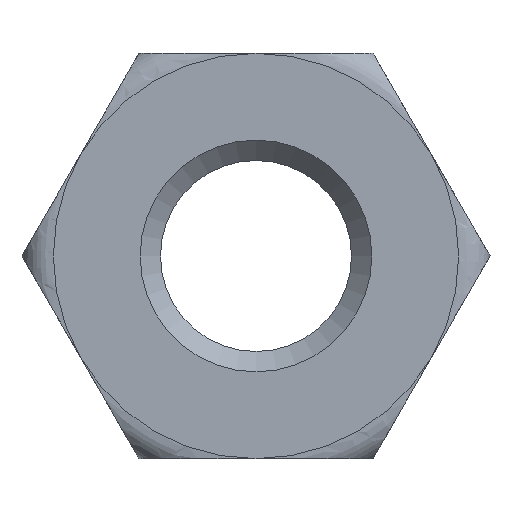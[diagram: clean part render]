
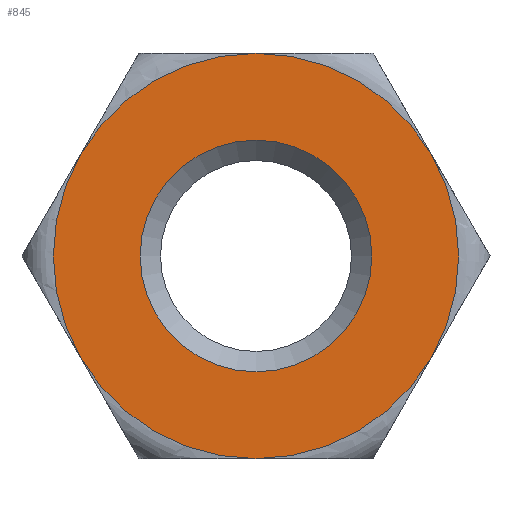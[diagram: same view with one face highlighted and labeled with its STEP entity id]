
A CAD part, front view. The second image highlights one B-rep face of the part: STEP entity #845.
In plain terms, the highlighted planar face has unit normal (0, -1, 0).
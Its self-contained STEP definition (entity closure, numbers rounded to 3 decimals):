
#12 = VERTEX_POINT ( 'NONE', #116 ) ;
#22 = CARTESIAN_POINT ( 'NONE',  ( 0., -1.6, 0. ) ) ;
#24 = AXIS2_PLACEMENT_3D ( 'NONE', #22, #734, #395 ) ;
#25 = ORIENTED_EDGE ( 'NONE', *, *, #68, .F. ) ;
#47 = PLANE ( 'NONE',  #143 ) ;
#51 = CARTESIAN_POINT ( 'NONE',  ( -3.031, -1.6, 1.75 ) ) ;
#68 = EDGE_CURVE ( 'NONE', #822, #649, #92, .T. ) ;
#71 = CIRCLE ( 'NONE', #520, 3.5 ) ;
#82 = ORIENTED_EDGE ( 'NONE', *, *, #435, .F. ) ;
#83 = AXIS2_PLACEMENT_3D ( 'NONE', #447, #777, #480 ) ;
#92 = CIRCLE ( 'NONE', #799, 3.5 ) ;
#103 = DIRECTION ( 'NONE',  ( 0., 1., 0. ) ) ;
#116 = CARTESIAN_POINT ( 'NONE',  ( -3.031, -1.6, -1.75 ) ) ;
#125 = DIRECTION ( 'NONE',  ( 1., 0., 0. ) ) ;
#143 = AXIS2_PLACEMENT_3D ( 'NONE', #819, #471, #425 ) ;
#151 = CIRCLE ( 'NONE', #884, 3.5 ) ;
#182 = CARTESIAN_POINT ( 'NONE',  ( 0., -1.6, 3.5 ) ) ;
#196 = CARTESIAN_POINT ( 'NONE',  ( 0., -1.6, 0. ) ) ;
#198 = EDGE_CURVE ( 'NONE', #486, #301, #151, .T. ) ;
#236 = CIRCLE ( 'NONE', #687, 3.5 ) ;
#264 = CARTESIAN_POINT ( 'NONE',  ( 0., -1.6, 2. ) ) ;
#265 = CARTESIAN_POINT ( 'NONE',  ( 3.031, -1.6, -1.75 ) ) ;
#278 = DIRECTION ( 'NONE',  ( 0., 1., 0. ) ) ;
#301 = VERTEX_POINT ( 'NONE', #376 ) ;
#322 = CARTESIAN_POINT ( 'NONE',  ( 3.031, -1.6, 1.75 ) ) ;
#331 = ORIENTED_EDGE ( 'NONE', *, *, #898, .F. ) ;
#342 = CARTESIAN_POINT ( 'NONE',  ( 0., -1.6, 0. ) ) ;
#354 = VERTEX_POINT ( 'NONE', #264 ) ;
#358 = ORIENTED_EDGE ( 'NONE', *, *, #198, .F. ) ;
#376 = CARTESIAN_POINT ( 'NONE',  ( 0., -1.6, -3.5 ) ) ;
#392 = DIRECTION ( 'NONE',  ( -1., 0., 0. ) ) ;
#395 = DIRECTION ( 'NONE',  ( 1., 0., 0. ) ) ;
#417 = CARTESIAN_POINT ( 'NONE',  ( 0., -1.6, 0. ) ) ;
#425 = DIRECTION ( 'NONE',  ( 0., 0., 1. ) ) ;
#435 = EDGE_CURVE ( 'NONE', #649, #625, #568, .T. ) ;
#437 = CIRCLE ( 'NONE', #518, 3.5 ) ;
#447 = CARTESIAN_POINT ( 'NONE',  ( 0., -1.6, 0. ) ) ;
#458 = ORIENTED_EDGE ( 'NONE', *, *, #473, .F. ) ;
#471 = DIRECTION ( 'NONE',  ( 0., 1., 0. ) ) ;
#473 = EDGE_CURVE ( 'NONE', #301, #12, #437, .T. ) ;
#474 = ORIENTED_EDGE ( 'NONE', *, *, #789, .T. ) ;
#480 = DIRECTION ( 'NONE',  ( 0., 0., 1. ) ) ;
#486 = VERTEX_POINT ( 'NONE', #265 ) ;
#518 = AXIS2_PLACEMENT_3D ( 'NONE', #417, #669, #556 ) ;
#520 = AXIS2_PLACEMENT_3D ( 'NONE', #880, #866, #125 ) ;
#539 = EDGE_LOOP ( 'NONE', ( #474 ) ) ;
#556 = DIRECTION ( 'NONE',  ( 1., 0., 0. ) ) ;
#568 = CIRCLE ( 'NONE', #24, 3.5 ) ;
#612 = CIRCLE ( 'NONE', #83, 2. ) ;
#613 = FACE_OUTER_BOUND ( 'NONE', #627, .T. ) ;
#625 = VERTEX_POINT ( 'NONE', #322 ) ;
#627 = EDGE_LOOP ( 'NONE', ( #358, #331, #82, #25, #643, #458 ) ) ;
#643 = ORIENTED_EDGE ( 'NONE', *, *, #722, .F. ) ;
#649 = VERTEX_POINT ( 'NONE', #182 ) ;
#669 = DIRECTION ( 'NONE',  ( 0., 1., 0. ) ) ;
#679 = CARTESIAN_POINT ( 'NONE',  ( 0., -1.6, 0. ) ) ;
#680 = FACE_BOUND ( 'NONE', #539, .T. ) ;
#687 = AXIS2_PLACEMENT_3D ( 'NONE', #196, #889, #762 ) ;
#722 = EDGE_CURVE ( 'NONE', #12, #822, #71, .T. ) ;
#734 = DIRECTION ( 'NONE',  ( 0., 1., 0. ) ) ;
#762 = DIRECTION ( 'NONE',  ( 1., 0., 0. ) ) ;
#777 = DIRECTION ( 'NONE',  ( 0., 1., 0. ) ) ;
#789 = EDGE_CURVE ( 'NONE', #354, #354, #612, .T. ) ;
#799 = AXIS2_PLACEMENT_3D ( 'NONE', #679, #103, #392 ) ;
#819 = CARTESIAN_POINT ( 'NONE',  ( 0., -1.6, 0. ) ) ;
#822 = VERTEX_POINT ( 'NONE', #51 ) ;
#845 = ADVANCED_FACE ( 'NONE', ( #680, #613 ), #47, .F. ) ;
#866 = DIRECTION ( 'NONE',  ( 0., 1., 0. ) ) ;
#880 = CARTESIAN_POINT ( 'NONE',  ( 0., -1.6, 0. ) ) ;
#884 = AXIS2_PLACEMENT_3D ( 'NONE', #342, #278, #891 ) ;
#889 = DIRECTION ( 'NONE',  ( 0., 1., 0. ) ) ;
#891 = DIRECTION ( 'NONE',  ( 1., 0., 0. ) ) ;
#898 = EDGE_CURVE ( 'NONE', #625, #486, #236, .T. ) ;
